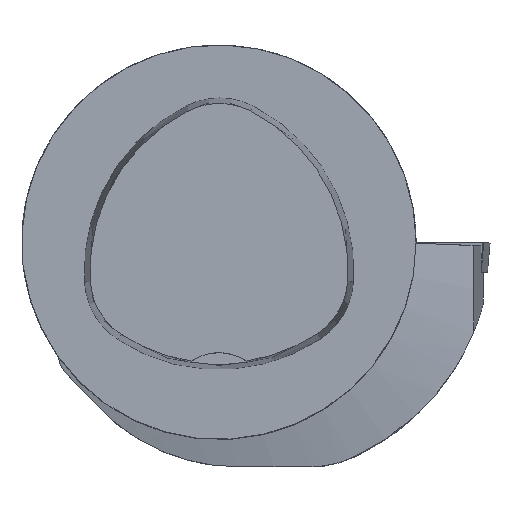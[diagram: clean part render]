
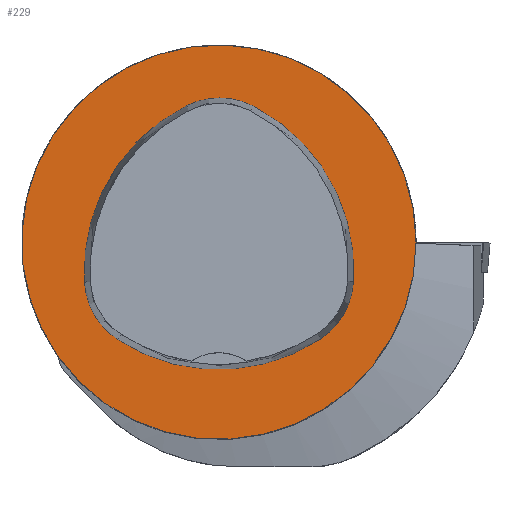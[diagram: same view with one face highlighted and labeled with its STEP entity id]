
A CAD part, top view. The second image highlights one B-rep face of the part: STEP entity #229.
In plain terms, the highlighted planar face has unit normal (0, 0, 1).
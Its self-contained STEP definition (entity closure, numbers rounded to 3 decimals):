
#229=ADVANCED_FACE('',(#452,#453),#277,.T.);
#277=PLANE('',#1304);
#452=FACE_BOUND('',#504,.T.);
#453=FACE_BOUND('',#505,.T.);
#504=EDGE_LOOP('',(#710,#711,#712,#713,#714,#715));
#505=EDGE_LOOP('',(#716));
#710=ORIENTED_EDGE('',*,*,#1056,.F.);
#711=ORIENTED_EDGE('',*,*,#1051,.F.);
#712=ORIENTED_EDGE('',*,*,#1046,.F.);
#713=ORIENTED_EDGE('',*,*,#1043,.F.);
#714=ORIENTED_EDGE('',*,*,#1040,.F.);
#715=ORIENTED_EDGE('',*,*,#1036,.F.);
#716=ORIENTED_EDGE('',*,*,#1010,.T.);
#895=VERTEX_POINT('',#1921);
#917=VERTEX_POINT('',#2017);
#918=VERTEX_POINT('',#2018);
#921=VERTEX_POINT('',#2026);
#923=VERTEX_POINT('',#2032);
#925=VERTEX_POINT('',#2038);
#929=VERTEX_POINT('',#2051);
#1010=EDGE_CURVE('',#895,#895,#1115,.T.);
#1036=EDGE_CURVE('',#917,#918,#1118,.T.);
#1040=EDGE_CURVE('',#918,#921,#1120,.T.);
#1043=EDGE_CURVE('',#921,#923,#1122,.T.);
#1046=EDGE_CURVE('',#923,#925,#1124,.T.);
#1051=EDGE_CURVE('',#925,#929,#1127,.T.);
#1056=EDGE_CURVE('',#929,#917,#1130,.T.);
#1115=CIRCLE('',#1269,16.);
#1118=CIRCLE('',#1282,15.);
#1120=CIRCLE('',#1285,6.);
#1122=CIRCLE('',#1288,15.);
#1124=CIRCLE('',#1291,6.);
#1127=CIRCLE('',#1295,15.);
#1130=CIRCLE('',#1299,6.);
#1269=AXIS2_PLACEMENT_3D('',#1920,#1493,#1494);
#1282=AXIS2_PLACEMENT_3D('',#2016,#1525,#1526);
#1285=AXIS2_PLACEMENT_3D('',#2025,#1533,#1534);
#1288=AXIS2_PLACEMENT_3D('',#2031,#1540,#1541);
#1291=AXIS2_PLACEMENT_3D('',#2037,#1547,#1548);
#1295=AXIS2_PLACEMENT_3D('',#2050,#1556,#1557);
#1299=AXIS2_PLACEMENT_3D('',#2063,#1565,#1566);
#1304=AXIS2_PLACEMENT_3D('',#2068,#1575,#1576);
#1493=DIRECTION('',(0.,0.,1.));
#1494=DIRECTION('',(1.,0.,0.));
#1525=DIRECTION('',(0.,0.,1.));
#1526=DIRECTION('',(1.,0.,0.));
#1533=DIRECTION('',(0.,0.,1.));
#1534=DIRECTION('',(1.,0.,0.));
#1540=DIRECTION('',(0.,0.,1.));
#1541=DIRECTION('',(1.,0.,0.));
#1547=DIRECTION('',(0.,0.,1.));
#1548=DIRECTION('',(1.,0.,0.));
#1556=DIRECTION('',(0.,0.,1.));
#1557=DIRECTION('',(1.,0.,0.));
#1565=DIRECTION('',(0.,0.,1.));
#1566=DIRECTION('',(1.,0.,0.));
#1575=DIRECTION('',(0.,0.,1.));
#1576=DIRECTION('',(-1.,0.,0.));
#1920=CARTESIAN_POINT('',(0.,0.,0.));
#1921=CARTESIAN_POINT('',(16.,0.,0.));
#2016=CARTESIAN_POINT('',(-4.048,-2.316,0.));
#2017=CARTESIAN_POINT('',(10.926,-3.206,0.));
#2018=CARTESIAN_POINT('',(2.774,11.043,0.));
#2025=CARTESIAN_POINT('',(0.045,5.7,0.));
#2026=CARTESIAN_POINT('',(-2.638,11.066,0.));
#2031=CARTESIAN_POINT('',(4.07,-2.35,0.));
#2032=CARTESIAN_POINT('',(-10.903,-3.249,0.));
#2037=CARTESIAN_POINT('',(-4.914,-2.889,0.));
#2038=CARTESIAN_POINT('',(-8.177,-7.924,0.));
#2050=CARTESIAN_POINT('',(-0.019,4.663,0.));
#2051=CARTESIAN_POINT('',(8.24,-7.859,0.));
#2063=CARTESIAN_POINT('',(4.936,-2.85,0.));
#2068=CARTESIAN_POINT('',(0.,0.,0.));
